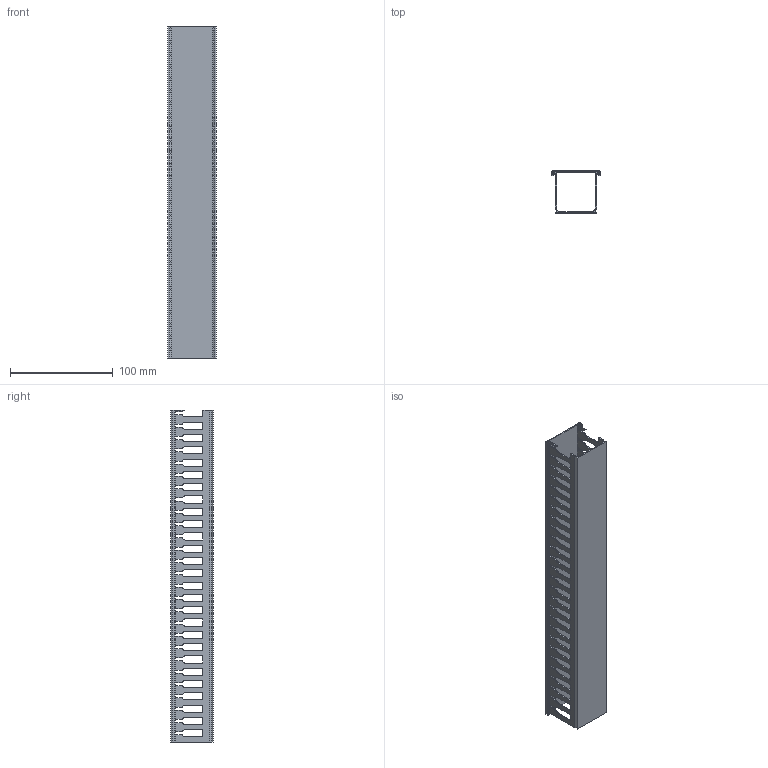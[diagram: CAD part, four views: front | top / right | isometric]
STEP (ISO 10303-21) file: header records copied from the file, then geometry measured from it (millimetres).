
FILE_DESCRIPTION (( 'STEP AP214' ), '1' );
FILE_NAME ('Wire Duct_Cable Tray 323,8.STEP', '2024-04-17T03:07:24', ( '' ), ( '' ), 'SwSTEP 2.0', 'SolidWorks 2022', '' );
FILE_SCHEMA (( 'AUTOMOTIVE_DESIGN' ));
Length unit declared in the file: millimetre
Products named in the file (1): Wire Duct_Cable Tray 323,8
Bounding box: 47.6 x 41.2 x 323.8 mm (x, y, z)
Volume: 56920.1 mm3; surface area: 101785.9 mm2
Topology: 4 solids, 4 shells, 698 faces, 2070 edges, 1380 vertices
Faces by surface type: plane 412, cylinder 286
Entity records: 23487 total; most frequent: CARTESIAN_POINT 4149, ORIENTED_EDGE 4140, DIRECTION 4040, EDGE_CURVE 2070, LINE 1498, VECTOR 1498, VERTEX_POINT 1380, AXIS2_PLACEMENT_3D 1271
